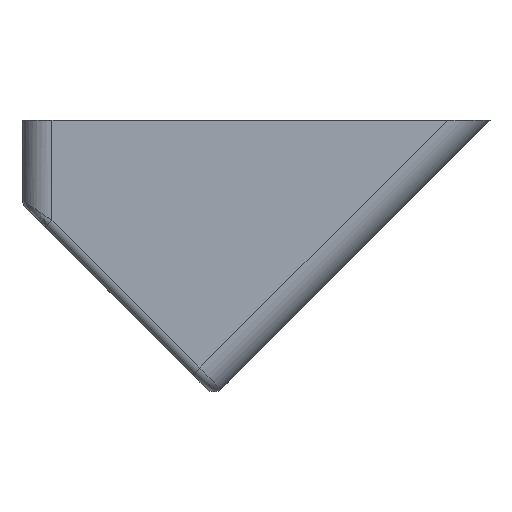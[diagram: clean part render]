
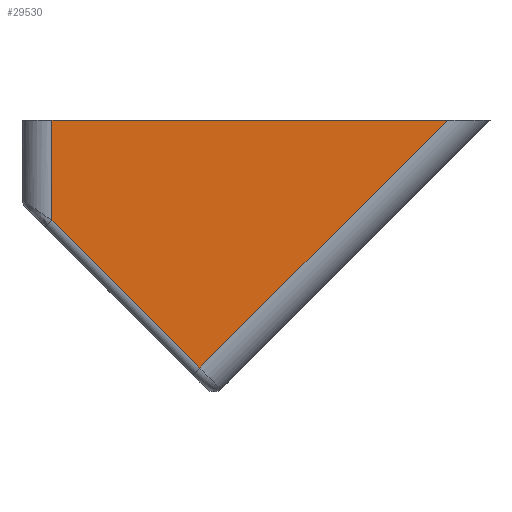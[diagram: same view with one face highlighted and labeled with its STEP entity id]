
A CAD part, left-side view. The second image highlights one B-rep face of the part: STEP entity #29530.
In plain terms, the highlighted planar face has unit normal (-1, 0, 0).
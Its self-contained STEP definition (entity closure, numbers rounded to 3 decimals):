
#10980=CARTESIAN_POINT('',(-84.2,-19.464,0.)
);
#10990=VERTEX_POINT('',#10980);
#11020=CARTESIAN_POINT('',(-84.2,0.,
0.));
#11030=DIRECTION('',(0.,-1.,0.));
#11040=VECTOR('',#11030,1000.);
#11050=LINE('',#11020,#11040);
#11060=CARTESIAN_POINT('',(-84.2,13.5,0.));
#11070=VERTEX_POINT('',#11060);
#11080=EDGE_CURVE('',#11070,#10990,#11050,.T.);
#29230=CARTESIAN_POINT('',(-84.2,0.,0.));
#29240=DIRECTION('',(-1.,-0.,-0.));
#29250=DIRECTION('',(0.,0.,-1.));
#29260=AXIS2_PLACEMENT_3D('',#29230,#29240,#29250);
#29270=PLANE('',#29260);
#29280=ORIENTED_EDGE('',*,*,#11080,.F.);
#29290=CARTESIAN_POINT('',(-84.2,1.768,-21.232));
#29300=DIRECTION('',(0.,0.707,-0.707));
#29310=VECTOR('',#29300,1000.);
#29320=LINE('',#29290,#29310);
#29330=CARTESIAN_POINT('',(-84.2,1.202,-20.667));
#29340=VERTEX_POINT('',#29330);
#29350=EDGE_CURVE('',#10990,#29340,#29320,.T.);
#29360=ORIENTED_EDGE('',*,*,#29350,.F.);
#29370=CARTESIAN_POINT('',(-84.2,10.934,-10.934));
#29380=DIRECTION('',(0.,-0.707,-0.707));
#29390=VECTOR('',#29380,1000.);
#29400=LINE('',#29370,#29390);
#29410=CARTESIAN_POINT('',(-84.2,13.5,-8.369));
#29420=VERTEX_POINT('',#29410);
#29430=EDGE_CURVE('',#29420,#29340,#29400,.T.);
#29440=ORIENTED_EDGE('',*,*,#29430,.T.);
#29450=CARTESIAN_POINT('',(-84.2,13.5,0.));
#29460=DIRECTION('',(0.,0.,1.));
#29470=VECTOR('',#29460,1000.);
#29480=LINE('',#29450,#29470);
#29490=EDGE_CURVE('',#29420,#11070,#29480,.T.);
#29500=ORIENTED_EDGE('',*,*,#29490,.F.);
#29510=EDGE_LOOP('',(#29500,#29440,#29360,#29280));
#29520=FACE_OUTER_BOUND('',#29510,.T.);
#29530=ADVANCED_FACE('',(#29520),#29270,.T.);
